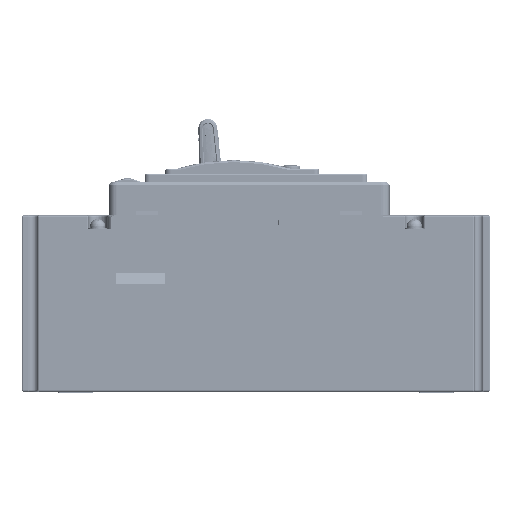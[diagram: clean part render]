
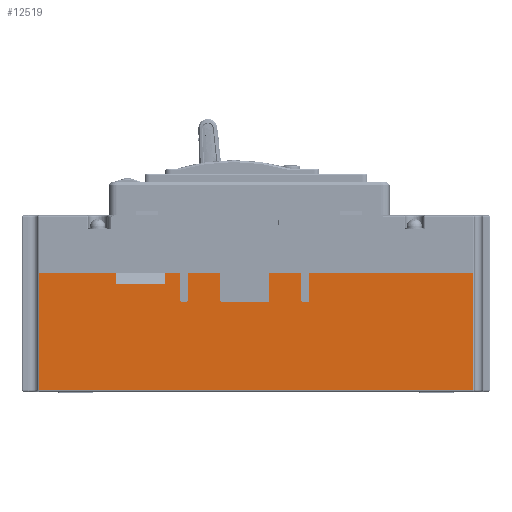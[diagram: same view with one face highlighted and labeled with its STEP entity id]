
A CAD part, front view. The second image highlights one B-rep face of the part: STEP entity #12519.
In plain terms, the highlighted planar face has unit normal (0, -1, 0).
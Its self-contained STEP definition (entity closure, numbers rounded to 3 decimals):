
#12519=ADVANCED_FACE('',(#23734),#17774,.T.);
#17774=PLANE('',#140444);
#23734=FACE_OUTER_BOUND('',#31424,.T.);
#31424=EDGE_LOOP('',(#85897,#85898,#85899,#85900,#85901,#85902,#85903,#85904,
#85905,#85906,#85907,#85908,#85909,#85910,#85911,#85912,#85913,#85914,#85915,
#85916,#85917,#85918,#85919,#85920,#85921,#85922));
#40748=LINE('',#223915,#52805);
#40751=LINE('',#223922,#52808);
#41074=LINE('',#224732,#53131);
#41076=LINE('',#224734,#53133);
#41080=LINE('',#224742,#53137);
#41299=LINE('',#225228,#53356);
#41303=LINE('',#225236,#53360);
#43006=LINE('',#230107,#55063);
#43007=LINE('',#230109,#55064);
#43010=LINE('',#230117,#55067);
#43013=LINE('',#230125,#55070);
#43014=LINE('',#230127,#55071);
#43017=LINE('',#230135,#55074);
#43020=LINE('',#230143,#55077);
#43021=LINE('',#230145,#55078);
#43024=LINE('',#230153,#55081);
#43027=LINE('',#230161,#55084);
#43341=LINE('',#231078,#55398);
#43379=LINE('',#231211,#55436);
#43380=LINE('',#231212,#55437);
#52805=VECTOR('',#165307,1.);
#52808=VECTOR('',#165312,1.);
#53131=VECTOR('',#165851,1.);
#53133=VECTOR('',#165853,1.);
#53137=VECTOR('',#165857,1.);
#53356=VECTOR('',#166176,1.);
#53360=VECTOR('',#166180,1.);
#55063=VECTOR('',#170769,1.);
#55064=VECTOR('',#170772,1.);
#55067=VECTOR('',#170781,1.);
#55070=VECTOR('',#170790,1.);
#55071=VECTOR('',#170793,1.);
#55074=VECTOR('',#170802,1.);
#55077=VECTOR('',#170811,1.);
#55078=VECTOR('',#170814,1.);
#55081=VECTOR('',#170823,1.);
#55084=VECTOR('',#170832,1.);
#55398=VECTOR('',#171712,1.);
#55436=VECTOR('',#171834,1.);
#55437=VECTOR('',#171835,1.);
#85897=ORIENTED_EDGE('',*,*,#118669,.F.);
#85898=ORIENTED_EDGE('',*,*,#122214,.T.);
#85899=ORIENTED_EDGE('',*,*,#118666,.T.);
#85900=ORIENTED_EDGE('',*,*,#119065,.T.);
#85901=ORIENTED_EDGE('',*,*,#121724,.T.);
#85902=ORIENTED_EDGE('',*,*,#122147,.T.);
#85903=ORIENTED_EDGE('',*,*,#122215,.T.);
#85904=ORIENTED_EDGE('',*,*,#119310,.F.);
#85905=ORIENTED_EDGE('',*,*,#121751,.T.);
#85906=ORIENTED_EDGE('',*,*,#121749,.T.);
#85907=ORIENTED_EDGE('',*,*,#121747,.F.);
#85908=ORIENTED_EDGE('',*,*,#121745,.T.);
#85909=ORIENTED_EDGE('',*,*,#121743,.F.);
#85910=ORIENTED_EDGE('',*,*,#119306,.F.);
#85911=ORIENTED_EDGE('',*,*,#121742,.F.);
#85912=ORIENTED_EDGE('',*,*,#121740,.T.);
#85913=ORIENTED_EDGE('',*,*,#121738,.T.);
#85914=ORIENTED_EDGE('',*,*,#121736,.T.);
#85915=ORIENTED_EDGE('',*,*,#121734,.T.);
#85916=ORIENTED_EDGE('',*,*,#119071,.F.);
#85917=ORIENTED_EDGE('',*,*,#121733,.T.);
#85918=ORIENTED_EDGE('',*,*,#121731,.T.);
#85919=ORIENTED_EDGE('',*,*,#121729,.F.);
#85920=ORIENTED_EDGE('',*,*,#121727,.T.);
#85921=ORIENTED_EDGE('',*,*,#121725,.F.);
#85922=ORIENTED_EDGE('',*,*,#119067,.T.);
#102501=VERTEX_POINT('',#223912);
#102502=VERTEX_POINT('',#223914);
#102503=VERTEX_POINT('',#223918);
#102505=VERTEX_POINT('',#223921);
#102884=VERTEX_POINT('',#224731);
#102885=VERTEX_POINT('',#224735);
#102888=VERTEX_POINT('',#224741);
#102889=VERTEX_POINT('',#224743);
#103105=VERTEX_POINT('',#225227);
#103106=VERTEX_POINT('',#225229);
#103109=VERTEX_POINT('',#225235);
#103110=VERTEX_POINT('',#225237);
#104794=VERTEX_POINT('',#230106);
#104795=VERTEX_POINT('',#230110);
#104796=VERTEX_POINT('',#230114);
#104797=VERTEX_POINT('',#230118);
#104798=VERTEX_POINT('',#230122);
#104799=VERTEX_POINT('',#230128);
#104800=VERTEX_POINT('',#230132);
#104801=VERTEX_POINT('',#230136);
#104802=VERTEX_POINT('',#230140);
#104803=VERTEX_POINT('',#230146);
#104804=VERTEX_POINT('',#230150);
#104805=VERTEX_POINT('',#230154);
#104806=VERTEX_POINT('',#230158);
#104982=VERTEX_POINT('',#231077);
#118666=EDGE_CURVE('',#102501,#102502,#40748,.T.);
#118669=EDGE_CURVE('',#102505,#102503,#40751,.T.);
#119065=EDGE_CURVE('',#102502,#102884,#41074,.T.);
#119067=EDGE_CURVE('',#102885,#102503,#41076,.T.);
#119071=EDGE_CURVE('',#102888,#102889,#41080,.T.);
#119306=EDGE_CURVE('',#103105,#103106,#41299,.T.);
#119310=EDGE_CURVE('',#103109,#103110,#41303,.T.);
#121724=EDGE_CURVE('',#102884,#104794,#43006,.T.);
#121725=EDGE_CURVE('',#102885,#104795,#43007,.T.);
#121727=EDGE_CURVE('',#104796,#104795,#129826,.T.);
#121729=EDGE_CURVE('',#104796,#104797,#43010,.T.);
#121731=EDGE_CURVE('',#104798,#104797,#129827,.T.);
#121733=EDGE_CURVE('',#102888,#104798,#43013,.T.);
#121734=EDGE_CURVE('',#104799,#102889,#43014,.T.);
#121736=EDGE_CURVE('',#104800,#104799,#129828,.T.);
#121738=EDGE_CURVE('',#104801,#104800,#43017,.T.);
#121740=EDGE_CURVE('',#104802,#104801,#129829,.T.);
#121742=EDGE_CURVE('',#104802,#103105,#43020,.T.);
#121743=EDGE_CURVE('',#103106,#104803,#43021,.T.);
#121745=EDGE_CURVE('',#104804,#104803,#129830,.T.);
#121747=EDGE_CURVE('',#104804,#104805,#43024,.T.);
#121749=EDGE_CURVE('',#104806,#104805,#129831,.T.);
#121751=EDGE_CURVE('',#103109,#104806,#43027,.T.);
#122147=EDGE_CURVE('',#104794,#104982,#43341,.T.);
#122214=EDGE_CURVE('',#102505,#102501,#43379,.T.);
#122215=EDGE_CURVE('',#104982,#103110,#43380,.T.);
#129826=CIRCLE('',#140100,0.5);
#129827=CIRCLE('',#140103,0.5);
#129828=CIRCLE('',#140107,0.5);
#129829=CIRCLE('',#140110,0.5);
#129830=CIRCLE('',#140114,0.5);
#129831=CIRCLE('',#140117,0.5);
#140100=AXIS2_PLACEMENT_3D('',#230113,#170776,#170777);
#140103=AXIS2_PLACEMENT_3D('',#230121,#170785,#170786);
#140107=AXIS2_PLACEMENT_3D('',#230131,#170797,#170798);
#140110=AXIS2_PLACEMENT_3D('',#230139,#170806,#170807);
#140114=AXIS2_PLACEMENT_3D('',#230149,#170818,#170819);
#140117=AXIS2_PLACEMENT_3D('',#230157,#170827,#170828);
#140444=AXIS2_PLACEMENT_3D('',#231213,#171836,#171837);
#165307=DIRECTION('',(0.,0.,1.));
#165312=DIRECTION('',(0.,0.,1.));
#165851=DIRECTION('',(-1.,0.,0.));
#165853=DIRECTION('',(-1.,0.,0.));
#165857=DIRECTION('',(1.,0.,0.));
#166176=DIRECTION('',(1.,0.,0.));
#166180=DIRECTION('',(1.,0.,0.));
#170769=DIRECTION('',(0.,0.,-1.));
#170772=DIRECTION('',(0.,0.,-1.));
#170776=DIRECTION('',(0.,1.,0.));
#170777=DIRECTION('',(1.,0.,0.));
#170781=DIRECTION('',(1.,0.,0.));
#170785=DIRECTION('',(0.,1.,0.));
#170786=DIRECTION('',(1.,0.,0.));
#170790=DIRECTION('',(0.,0.,-1.));
#170793=DIRECTION('',(0.,0.,1.));
#170797=DIRECTION('',(0.,1.,0.));
#170798=DIRECTION('',(1.,0.,0.));
#170802=DIRECTION('',(-1.,0.,0.));
#170806=DIRECTION('',(0.,1.,0.));
#170807=DIRECTION('',(1.,0.,0.));
#170811=DIRECTION('',(0.,0.,1.));
#170814=DIRECTION('',(0.,0.,-1.));
#170818=DIRECTION('',(0.,1.,0.));
#170819=DIRECTION('',(1.,0.,0.));
#170823=DIRECTION('',(1.,0.,0.));
#170827=DIRECTION('',(0.,1.,0.));
#170828=DIRECTION('',(1.,0.,0.));
#170832=DIRECTION('',(0.,0.,-1.));
#171712=DIRECTION('',(1.,0.,0.));
#171834=DIRECTION('',(-1.,0.,0.));
#171835=DIRECTION('',(0.,0.,1.));
#171836=DIRECTION('',(0.,-1.,0.));
#171837=DIRECTION('',(0.,0.,-1.));
#223912=CARTESIAN_POINT('',(234.766,0.,-7.));
#223914=CARTESIAN_POINT('',(234.766,0.,-3.));
#223915=CARTESIAN_POINT('',(234.766,0.,-8.));
#223918=CARTESIAN_POINT('',(252.766,0.,-3.));
#223921=CARTESIAN_POINT('',(252.766,0.,-7.));
#223922=CARTESIAN_POINT('',(252.766,0.,-8.));
#224731=CARTESIAN_POINT('',(206.96,0.,-3.));
#224732=CARTESIAN_POINT('',(200.766,0.,-3.));
#224734=CARTESIAN_POINT('',(200.766,0.,-3.));
#224735=CARTESIAN_POINT('',(258.166,0.,-3.));
#224741=CARTESIAN_POINT('',(261.166,0.,-3.));
#224742=CARTESIAN_POINT('',(200.766,0.,-3.));
#224743=CARTESIAN_POINT('',(272.666,0.,-3.));
#225227=CARTESIAN_POINT('',(290.666,0.,-3.));
#225228=CARTESIAN_POINT('',(200.766,0.,-3.));
#225229=CARTESIAN_POINT('',(302.166,0.,-3.));
#225235=CARTESIAN_POINT('',(305.166,0.,-3.));
#225236=CARTESIAN_POINT('',(200.766,0.,-3.));
#225237=CARTESIAN_POINT('',(364.572,0.,-3.));
#230106=CARTESIAN_POINT('',(206.96,0.,-45.5));
#230107=CARTESIAN_POINT('',(206.96,0.,-402.));
#230109=CARTESIAN_POINT('',(258.166,0.,-2.));
#230110=CARTESIAN_POINT('',(258.166,0.,-12.8));
#230113=CARTESIAN_POINT('',(258.666,0.,-12.8));
#230114=CARTESIAN_POINT('',(258.666,0.,-13.3));
#230117=CARTESIAN_POINT('',(200.766,0.,-13.3));
#230118=CARTESIAN_POINT('',(260.666,0.,-13.3));
#230121=CARTESIAN_POINT('',(260.666,0.,-12.8));
#230122=CARTESIAN_POINT('',(261.166,0.,-12.8));
#230125=CARTESIAN_POINT('',(261.166,0.,-3.));
#230127=CARTESIAN_POINT('',(272.666,0.,-104.97));
#230128=CARTESIAN_POINT('',(272.666,0.,-12.8));
#230131=CARTESIAN_POINT('',(273.166,0.,-12.8));
#230132=CARTESIAN_POINT('',(273.166,0.,-13.3));
#230135=CARTESIAN_POINT('',(290.366,0.,-13.3));
#230136=CARTESIAN_POINT('',(290.166,0.,-13.3));
#230139=CARTESIAN_POINT('',(290.166,0.,-12.8));
#230140=CARTESIAN_POINT('',(290.666,0.,-12.8));
#230143=CARTESIAN_POINT('',(290.666,0.,-104.97));
#230145=CARTESIAN_POINT('',(302.166,0.,-2.));
#230146=CARTESIAN_POINT('',(302.166,0.,-12.8));
#230149=CARTESIAN_POINT('',(302.666,0.,-12.8));
#230150=CARTESIAN_POINT('',(302.666,0.,-13.3));
#230153=CARTESIAN_POINT('',(200.766,0.,-13.3));
#230154=CARTESIAN_POINT('',(304.666,0.,-13.3));
#230157=CARTESIAN_POINT('',(304.666,0.,-12.8));
#230158=CARTESIAN_POINT('',(305.166,0.,-12.8));
#230161=CARTESIAN_POINT('',(305.166,0.,-3.));
#231077=CARTESIAN_POINT('',(364.572,0.,-45.5));
#231078=CARTESIAN_POINT('',(200.766,0.,-45.5));
#231211=CARTESIAN_POINT('',(252.766,0.,-7.));
#231212=CARTESIAN_POINT('',(364.572,0.,-402.));
#231213=CARTESIAN_POINT('',(200.766,0.,-5.));
